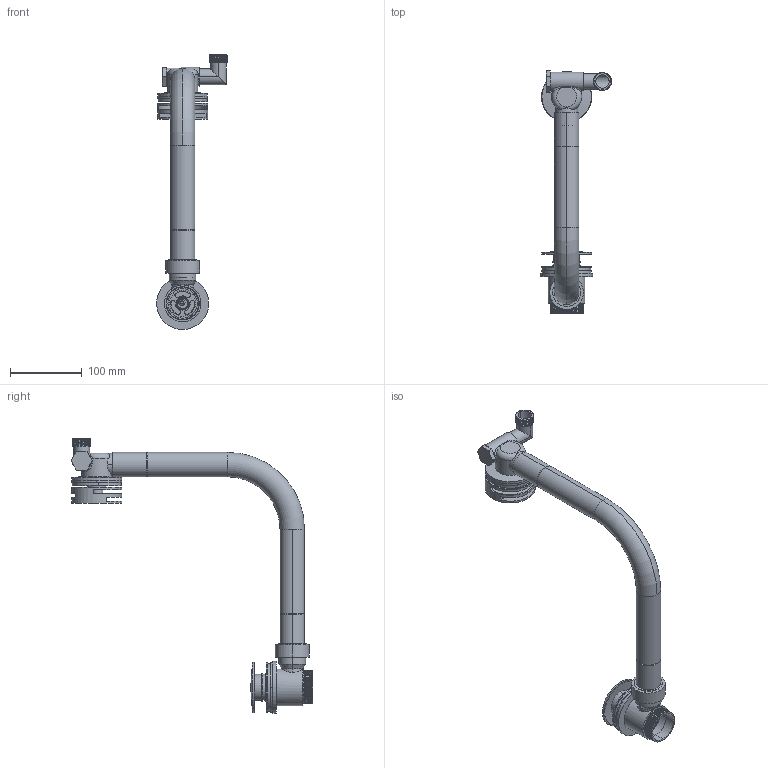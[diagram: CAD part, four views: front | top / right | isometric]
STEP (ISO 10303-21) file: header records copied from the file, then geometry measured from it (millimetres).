
FILE_DESCRIPTION (( 'STEP AP214' ), '1' );
FILE_NAME ('CO101_v10422.STEP', '2022-04-21T17:46:16', ( '' ), ( '' ), 'SwSTEP 2.0', 'SolidWorks 2019', '' );
FILE_SCHEMA (( 'AUTOMOTIVE_DESIGN' ));
Length unit declared in the file: millimetre
Products named in the file (12): CO099_BathFillerValve_v10718; CO099_ClearRubberWasher_v10718; CO099_Tube_v10718; CO099_WastePlug_v10718; CO099_PlasticWasteInsert_v10718; CO099_WasteCollector_v10718; CO100_Bfiller-Overflow Face_v11018_v2; CO099_WasteInsert_v10718; CO099_BlackRubberWasher-OF_v10718; CO099_ClearRubberWasher-OF_v10718; CO101_v10422; CO099_FoamRing_v10718
Assembly tree (11 placements, depth 2):
  CO101_v10422
    CO099_PlasticWasteInsert_v10718
    CO099_BlackRubberWasher-OF_v10718
    CO099_ClearRubberWasher_v10718
    CO099_WastePlug_v10718
    CO099_WasteCollector_v10718
    CO099_WasteInsert_v10718
    CO099_Tube_v10718
    CO099_BathFillerValve_v10718
    CO099_ClearRubberWasher-OF_v10718
    CO099_FoamRing_v10718
    CO100_Bfiller-Overflow Face_v11018_v2
Bounding box: 98.5 x 336.64 x 382.48 mm (x, y, z)
Volume: 297745.3 mm3; surface area: 253402.1 mm2
Topology: 11 solids, 11 shells, 582 faces, 1493 edges, 969 vertices
Faces by surface type: cylinder 324, plane 163, torus 47, bspline 39, cone 6, sphere 3
Entity records: 42951 total; most frequent: CARTESIAN_POINT 29117, ORIENTED_EDGE 2976, DIRECTION 2637, EDGE_CURVE 1488, AXIS2_PLACEMENT_3D 1056, VERTEX_POINT 967, EDGE_LOOP 677, ADVANCED_FACE 582
